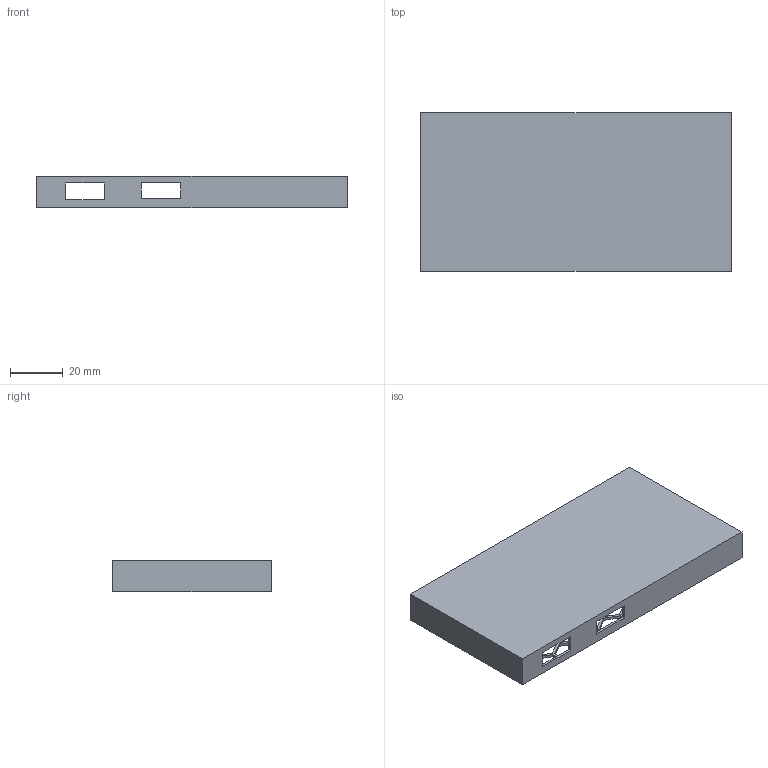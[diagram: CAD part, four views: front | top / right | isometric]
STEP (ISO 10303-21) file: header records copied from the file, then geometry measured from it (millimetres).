
FILE_DESCRIPTION(/* description */ (''),/* implementation_level */ '2;1');
FILE_NAME(/* name */ '4-Port USB Type-C PCB Case v1.step',/* time_stamp */ '2024-08-31T00:21:05+02:00',/* author */ (''),/* organization */ (''),/* preprocessor_version */ 'ST-DEVELOPER v20',/* originating_system */ 'Autodesk Translation Framework v13.14.0.145',/* authorisation */ '');
FILE_SCHEMA (('AUTOMOTIVE_DESIGN { 1 0 10303 214 3 1 1 }'));
Length unit declared in the file: millimetre
Products named in the file (1): 4-Port USB Type-C PCB Case
Bounding box: 117.61 x 60 x 12 mm (x, y, z)
Volume: 11536 mm3; surface area: 25623.1 mm2
Topology: 1 solids, 1 shells, 386 faces, 1263 edges, 842 vertices
Faces by surface type: plane 386
Entity records: 13888 total; most frequent: ORIENTED_EDGE 2526, CARTESIAN_POINT 2492, DIRECTION 2037, LINE 1263, VECTOR 1263, EDGE_CURVE 1263, VERTEX_POINT 842, EDGE_LOOP 503
